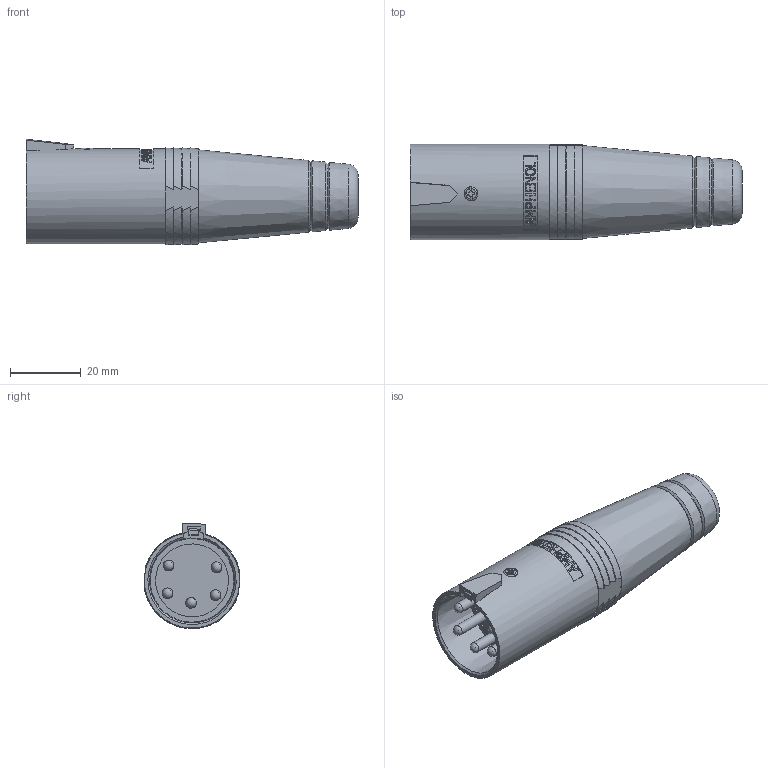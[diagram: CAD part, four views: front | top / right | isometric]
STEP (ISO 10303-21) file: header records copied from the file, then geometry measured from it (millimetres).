
FILE_DESCRIPTION(/* description */ (''),/* implementation_level */ '2;1');
FILE_NAME(/* name */ 'AP-5-12.stp',/* time_stamp */ '2017-12-01T17:29:12+11:00',/* author */ ('minh'),/* organization */ (''),/* preprocessor_version */ 'ST-DEVELOPER v16.1',/* originating_system */ 'Autodesk Inventor 2016',/* authorisation */ '');
FILE_SCHEMA (('AUTOMOTIVE_DESIGN { 1 0 10303 214 3 1 1 }'));
Length unit declared in the file: inch
Products named in the file (1): AP-5-12_Shrinkwrap_1
Bounding box: 93.7 x 26.88 x 29.78 mm (x, y, z)
Surface area: 11723 mm2 (no closed solid volume)
Topology: 0 solids, 27 shells, 84 faces, 453 edges, 373 vertices
Faces by surface type: plane 28, cylinder 26, cone 18, torus 5, sphere 5, bspline 2
Full cylindrical faces by diameter (mm): 2.918 x5, 10.38 x1, 16.553 x1, 26.886 x1
Entity records: 4664 total; most frequent: CARTESIAN_POINT 1431, DIRECTION 618, ORIENTED_EDGE 502, EDGE_CURVE 404, VERTEX_POINT 353, AXIS2_PLACEMENT_3D 237, CIRCLE 147, LINE 144
